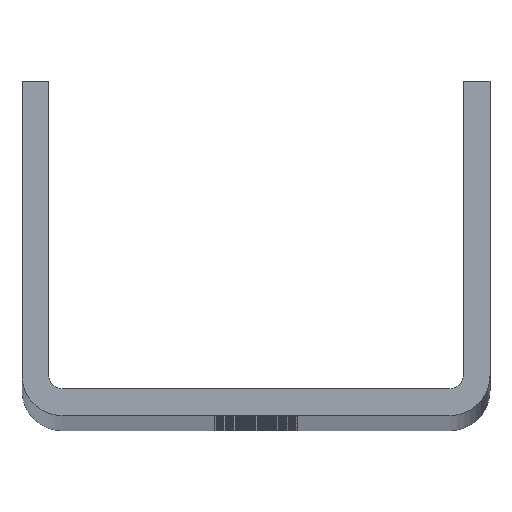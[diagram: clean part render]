
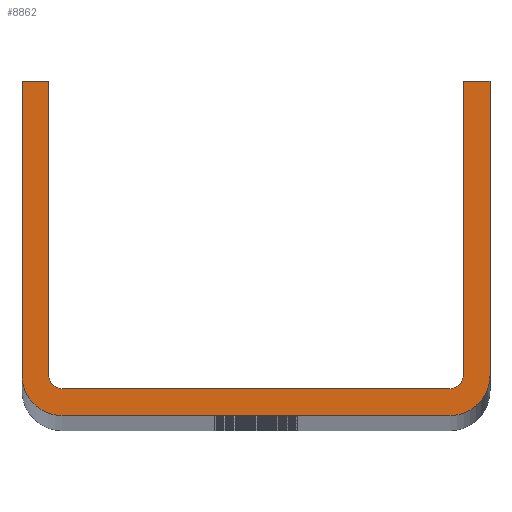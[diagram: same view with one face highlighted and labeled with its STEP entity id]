
A CAD part, top view. The second image highlights one B-rep face of the part: STEP entity #8862.
In plain terms, the highlighted planar face has unit normal (0, 0, 1).
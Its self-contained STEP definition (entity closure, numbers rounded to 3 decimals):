
#83 = DIRECTION ( 'NONE',  ( 0., 0., 1. ) ) ;
#249 = CARTESIAN_POINT ( 'NONE',  ( 35., 50., 1300. ) ) ;
#467 = CARTESIAN_POINT ( 'NONE',  ( 29., 6., 1300. ) ) ;
#1003 = ORIENTED_EDGE ( 'NONE', *, *, #10985, .F. ) ;
#1100 = EDGE_CURVE ( 'NONE', #8778, #8008, #4795, .T. ) ;
#1258 = EDGE_CURVE ( 'NONE', #8228, #8063, #4861, .T. ) ;
#1380 = DIRECTION ( 'NONE',  ( 1., 0., 0. ) ) ;
#1516 = VECTOR ( 'NONE', #2568, 1000. ) ;
#1583 = DIRECTION ( 'NONE',  ( 1., 0., 0. ) ) ;
#1590 = ORIENTED_EDGE ( 'NONE', *, *, #1100, .F. ) ;
#1671 = ORIENTED_EDGE ( 'NONE', *, *, #2979, .F. ) ;
#1723 = CARTESIAN_POINT ( 'NONE',  ( -35., 50., 1300. ) ) ;
#1984 = VERTEX_POINT ( 'NONE', #11172 ) ;
#2090 = CARTESIAN_POINT ( 'NONE',  ( -29., 6., 1300. ) ) ;
#2100 = VERTEX_POINT ( 'NONE', #2965 ) ;
#2123 = AXIS2_PLACEMENT_3D ( 'NONE', #9858, #83, #4424 ) ;
#2124 = EDGE_CURVE ( 'NONE', #8008, #6160, #12712, .T. ) ;
#2487 = DIRECTION ( 'NONE',  ( 0., 0., 1. ) ) ;
#2568 = DIRECTION ( 'NONE',  ( 0., 1., 0. ) ) ;
#2578 = CARTESIAN_POINT ( 'NONE',  ( 29., 6., 1300. ) ) ;
#2965 = CARTESIAN_POINT ( 'NONE',  ( 31., 50., 1300. ) ) ;
#2979 = EDGE_CURVE ( 'NONE', #6160, #7905, #7896, .T. ) ;
#3044 = CIRCLE ( 'NONE', #2123, 6. ) ;
#3307 = EDGE_CURVE ( 'NONE', #8063, #6976, #10705, .T. ) ;
#3423 = EDGE_CURVE ( 'NONE', #6976, #10866, #7872, .T. ) ;
#3437 = ORIENTED_EDGE ( 'NONE', *, *, #8692, .F. ) ;
#3442 = EDGE_CURVE ( 'NONE', #11810, #1984, #3888, .T. ) ;
#3631 = DIRECTION ( 'NONE',  ( 1., 0., 0. ) ) ;
#3888 = LINE ( 'NONE', #5940, #12061 ) ;
#3968 = CARTESIAN_POINT ( 'NONE',  ( -31., 6., 1300. ) ) ;
#4080 = VECTOR ( 'NONE', #12241, 1000. ) ;
#4197 = AXIS2_PLACEMENT_3D ( 'NONE', #2578, #4718, #7926 ) ;
#4210 = VECTOR ( 'NONE', #1380, 1000. ) ;
#4424 = DIRECTION ( 'NONE',  ( 1., 0., 0. ) ) ;
#4484 = PLANE ( 'NONE',  #13298 ) ;
#4718 = DIRECTION ( 'NONE',  ( 0., 0., 1. ) ) ;
#4739 = DIRECTION ( 'NONE',  ( 1., 0., 0. ) ) ;
#4795 = LINE ( 'NONE', #11290, #13019 ) ;
#4807 = DIRECTION ( 'NONE',  ( 0., 0., 1. ) ) ;
#4825 = DIRECTION ( 'NONE',  ( 1., 0., 0. ) ) ;
#4861 = LINE ( 'NONE', #8223, #13247 ) ;
#5183 = AXIS2_PLACEMENT_3D ( 'NONE', #2090, #5291, #9870 ) ;
#5291 = DIRECTION ( 'NONE',  ( 0., 0., 1. ) ) ;
#5424 = ORIENTED_EDGE ( 'NONE', *, *, #9614, .F. ) ;
#5544 = ORIENTED_EDGE ( 'NONE', *, *, #2124, .F. ) ;
#5606 = CARTESIAN_POINT ( 'NONE',  ( -29., 4., 1300. ) ) ;
#5682 = CARTESIAN_POINT ( 'NONE',  ( 29., 4., 1300. ) ) ;
#5890 = ORIENTED_EDGE ( 'NONE', *, *, #3423, .T. ) ;
#5892 = CARTESIAN_POINT ( 'NONE',  ( 35., 6., 1300. ) ) ;
#5940 = CARTESIAN_POINT ( 'NONE',  ( -35., 50., 1300. ) ) ;
#6160 = VERTEX_POINT ( 'NONE', #13575 ) ;
#6266 = ORIENTED_EDGE ( 'NONE', *, *, #1258, .T. ) ;
#6905 = LINE ( 'NONE', #6985, #1516 ) ;
#6976 = VERTEX_POINT ( 'NONE', #5892 ) ;
#6985 = CARTESIAN_POINT ( 'NONE',  ( 31., 6., 1300. ) ) ;
#7056 = LINE ( 'NONE', #9365, #9657 ) ;
#7138 = ORIENTED_EDGE ( 'NONE', *, *, #3307, .T. ) ;
#7720 = AXIS2_PLACEMENT_3D ( 'NONE', #467, #4807, #4739 ) ;
#7872 = LINE ( 'NONE', #10030, #4080 ) ;
#7896 = LINE ( 'NONE', #5606, #12278 ) ;
#7905 = VERTEX_POINT ( 'NONE', #5682 ) ;
#7926 = DIRECTION ( 'NONE',  ( 1., 0., 0. ) ) ;
#8008 = VERTEX_POINT ( 'NONE', #3968 ) ;
#8063 = VERTEX_POINT ( 'NONE', #12401 ) ;
#8223 = CARTESIAN_POINT ( 'NONE',  ( -29., 0., 1300. ) ) ;
#8228 = VERTEX_POINT ( 'NONE', #11675 ) ;
#8563 = CARTESIAN_POINT ( 'NONE',  ( -31., 50., 1300. ) ) ;
#8576 = EDGE_CURVE ( 'NONE', #1984, #8228, #3044, .T. ) ;
#8692 = EDGE_CURVE ( 'NONE', #11810, #8778, #7056, .T. ) ;
#8778 = VERTEX_POINT ( 'NONE', #8563 ) ;
#8862 = ADVANCED_FACE ( 'NONE', ( #11050 ), #4484, .T. ) ;
#8878 = DIRECTION ( 'NONE',  ( 0., -1., 0. ) ) ;
#9365 = CARTESIAN_POINT ( 'NONE',  ( -35., 50., 1300. ) ) ;
#9614 = EDGE_CURVE ( 'NONE', #7905, #13083, #10364, .T. ) ;
#9657 = VECTOR ( 'NONE', #10221, 1000. ) ;
#9858 = CARTESIAN_POINT ( 'NONE',  ( -29., 6., 1300. ) ) ;
#9870 = DIRECTION ( 'NONE',  ( 1., 0., 0. ) ) ;
#10030 = CARTESIAN_POINT ( 'NONE',  ( 35., 6., 1300. ) ) ;
#10221 = DIRECTION ( 'NONE',  ( 1., 0., 0. ) ) ;
#10364 = CIRCLE ( 'NONE', #4197, 2. ) ;
#10562 = ORIENTED_EDGE ( 'NONE', *, *, #13694, .F. ) ;
#10705 = CIRCLE ( 'NONE', #7720, 6. ) ;
#10866 = VERTEX_POINT ( 'NONE', #249 ) ;
#10980 = CARTESIAN_POINT ( 'NONE',  ( 29., 6., 1300. ) ) ;
#10985 = EDGE_CURVE ( 'NONE', #2100, #10866, #12238, .T. ) ;
#11050 = FACE_OUTER_BOUND ( 'NONE', #12758, .T. ) ;
#11165 = CARTESIAN_POINT ( 'NONE',  ( 31., 50., 1300. ) ) ;
#11172 = CARTESIAN_POINT ( 'NONE',  ( -35., 6., 1300. ) ) ;
#11241 = ORIENTED_EDGE ( 'NONE', *, *, #8576, .T. ) ;
#11290 = CARTESIAN_POINT ( 'NONE',  ( -31., 50., 1300. ) ) ;
#11492 = ORIENTED_EDGE ( 'NONE', *, *, #3442, .T. ) ;
#11675 = CARTESIAN_POINT ( 'NONE',  ( -29., 0., 1300. ) ) ;
#11808 = CARTESIAN_POINT ( 'NONE',  ( 31., 6., 1300. ) ) ;
#11810 = VERTEX_POINT ( 'NONE', #1723 ) ;
#12061 = VECTOR ( 'NONE', #12526, 1000. ) ;
#12238 = LINE ( 'NONE', #11165, #4210 ) ;
#12241 = DIRECTION ( 'NONE',  ( 0., 1., 0. ) ) ;
#12278 = VECTOR ( 'NONE', #4825, 1000. ) ;
#12401 = CARTESIAN_POINT ( 'NONE',  ( 29., 0., 1300. ) ) ;
#12526 = DIRECTION ( 'NONE',  ( 0., -1., 0. ) ) ;
#12712 = CIRCLE ( 'NONE', #5183, 2. ) ;
#12758 = EDGE_LOOP ( 'NONE', ( #5890, #1003, #10562, #5424, #1671, #5544, #1590, #3437, #11492, #11241, #6266, #7138 ) ) ;
#13019 = VECTOR ( 'NONE', #8878, 1000. ) ;
#13083 = VERTEX_POINT ( 'NONE', #11808 ) ;
#13247 = VECTOR ( 'NONE', #1583, 1000. ) ;
#13298 = AXIS2_PLACEMENT_3D ( 'NONE', #10980, #2487, #3631 ) ;
#13575 = CARTESIAN_POINT ( 'NONE',  ( -29., 4., 1300. ) ) ;
#13694 = EDGE_CURVE ( 'NONE', #13083, #2100, #6905, .T. ) ;
